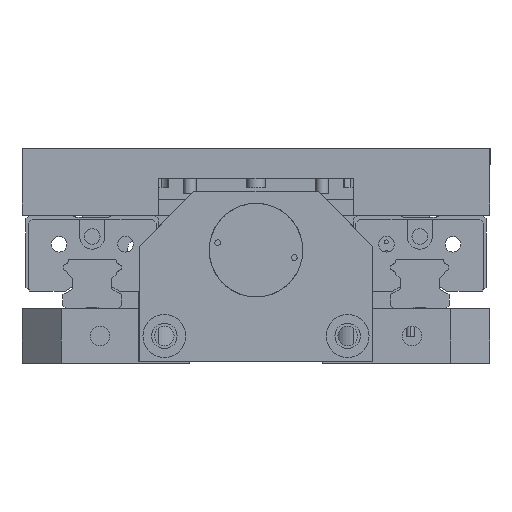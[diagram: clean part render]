
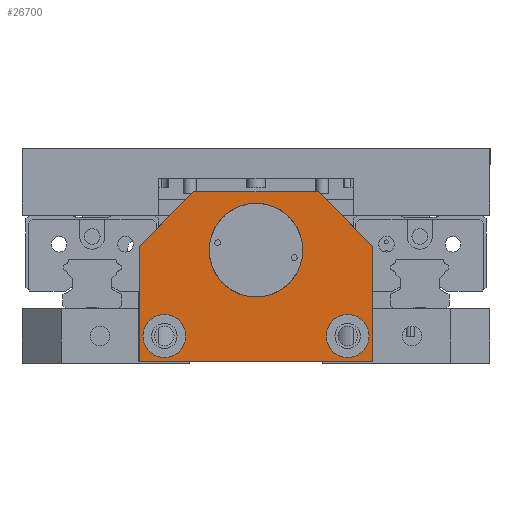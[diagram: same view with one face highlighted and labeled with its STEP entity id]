
A CAD part, left-side view. The second image highlights one B-rep face of the part: STEP entity #26700.
In plain terms, the highlighted planar face has unit normal (-1, 0, 0).
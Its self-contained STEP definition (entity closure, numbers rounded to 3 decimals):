
#47 = EDGE_CURVE ( 'NONE', #5971, #7652, #11482, .T. ) ;
#373 = CARTESIAN_POINT ( 'NONE',  ( -267., 30., 30. ) ) ;
#1256 = ORIENTED_EDGE ( 'NONE', *, *, #27148, .T. ) ;
#1493 = FACE_BOUND ( 'NONE', #18524, .T. ) ;
#1661 = DIRECTION ( 'NONE',  ( 0., -1., 0. ) ) ;
#1728 = CIRCLE ( 'NONE', #7466, 5.5 ) ;
#1748 = DIRECTION ( 'NONE',  ( 0., -1., 0. ) ) ;
#1884 = ORIENTED_EDGE ( 'NONE', *, *, #21887, .T. ) ;
#2091 = CARTESIAN_POINT ( 'NONE',  ( -267., -30., 0.5 ) ) ;
#2166 = CARTESIAN_POINT ( 'NONE',  ( -267., 23., 37. ) ) ;
#2451 = VECTOR ( 'NONE', #23178, 1000. ) ;
#2454 = EDGE_CURVE ( 'NONE', #10188, #9593, #3316, .T. ) ;
#3316 = CIRCLE ( 'NONE', #9292, 5.5 ) ;
#3546 = DIRECTION ( 'NONE',  ( -1., 0., 0. ) ) ;
#3620 = EDGE_CURVE ( 'NONE', #14441, #6995, #19086, .T. ) ;
#3931 = PLANE ( 'NONE',  #6503 ) ;
#4127 = DIRECTION ( 'NONE',  ( -1., 0., 0. ) ) ;
#4205 = EDGE_CURVE ( 'NONE', #9593, #10188, #1728, .T. ) ;
#4989 = CARTESIAN_POINT ( 'NONE',  ( -267., 29., 7. ) ) ;
#5630 = DIRECTION ( 'NONE',  ( -1., 0., 0. ) ) ;
#5642 = EDGE_LOOP ( 'NONE', ( #21827, #11533 ) ) ;
#5971 = VERTEX_POINT ( 'NONE', #26692 ) ;
#5985 = EDGE_CURVE ( 'NONE', #17856, #7229, #16529, .T. ) ;
#6055 = AXIS2_PLACEMENT_3D ( 'NONE', #16801, #3546, #17475 ) ;
#6286 = DIRECTION ( 'NONE',  ( -1., 0., 0. ) ) ;
#6503 = AXIS2_PLACEMENT_3D ( 'NONE', #14975, #12726, #15068 ) ;
#6566 = ORIENTED_EDGE ( 'NONE', *, *, #12009, .T. ) ;
#6995 = VERTEX_POINT ( 'NONE', #19083 ) ;
#7229 = VERTEX_POINT ( 'NONE', #12531 ) ;
#7254 = ORIENTED_EDGE ( 'NONE', *, *, #8206, .T. ) ;
#7309 = EDGE_CURVE ( 'NONE', #6995, #14441, #16101, .T. ) ;
#7466 = AXIS2_PLACEMENT_3D ( 'NONE', #12704, #10371, #1661 ) ;
#7652 = VERTEX_POINT ( 'NONE', #24831 ) ;
#7872 = EDGE_CURVE ( 'NONE', #7652, #5971, #19518, .T. ) ;
#8206 = EDGE_CURVE ( 'NONE', #7229, #21793, #15728, .T. ) ;
#8757 = DIRECTION ( 'NONE',  ( 0., -1., 0. ) ) ;
#8782 = CARTESIAN_POINT ( 'NONE',  ( -267., 0., 29. ) ) ;
#8808 = ORIENTED_EDGE ( 'NONE', *, *, #7309, .F. ) ;
#9004 = LINE ( 'NONE', #14453, #2451 ) ;
#9059 = LINE ( 'NONE', #23661, #17402 ) ;
#9292 = AXIS2_PLACEMENT_3D ( 'NONE', #23064, #5630, #21136 ) ;
#9593 = VERTEX_POINT ( 'NONE', #16878 ) ;
#10188 = VERTEX_POINT ( 'NONE', #11349 ) ;
#10371 = DIRECTION ( 'NONE',  ( -1., 0., 0. ) ) ;
#10486 = VECTOR ( 'NONE', #12018, 1000. ) ;
#10888 = VERTEX_POINT ( 'NONE', #373 ) ;
#11025 = AXIS2_PLACEMENT_3D ( 'NONE', #11458, #20278, #11655 ) ;
#11069 = DIRECTION ( 'NONE',  ( 0., -1., 0. ) ) ;
#11349 = CARTESIAN_POINT ( 'NONE',  ( -267., -18., 7. ) ) ;
#11458 = CARTESIAN_POINT ( 'NONE',  ( -267., 0., 29. ) ) ;
#11482 = CIRCLE ( 'NONE', #12249, 12. ) ;
#11533 = ORIENTED_EDGE ( 'NONE', *, *, #47, .F. ) ;
#11655 = DIRECTION ( 'NONE',  ( 0., -1., 0. ) ) ;
#11897 = FACE_BOUND ( 'NONE', #5642, .T. ) ;
#11959 = AXIS2_PLACEMENT_3D ( 'NONE', #26523, #4127, #8757 ) ;
#12009 = EDGE_CURVE ( 'NONE', #20830, #10888, #26034, .T. ) ;
#12018 = DIRECTION ( 'NONE',  ( 0., 1., 0. ) ) ;
#12249 = AXIS2_PLACEMENT_3D ( 'NONE', #8782, #6286, #1748 ) ;
#12531 = CARTESIAN_POINT ( 'NONE',  ( -267., -30., 0.5 ) ) ;
#12704 = CARTESIAN_POINT ( 'NONE',  ( -267., -23.5, 7. ) ) ;
#12726 = DIRECTION ( 'NONE',  ( -1., 0., 0. ) ) ;
#13081 = CARTESIAN_POINT ( 'NONE',  ( -267., -30., 0.5 ) ) ;
#13487 = ORIENTED_EDGE ( 'NONE', *, *, #5985, .T. ) ;
#14137 = CARTESIAN_POINT ( 'NONE',  ( -267., -30., 44. ) ) ;
#14366 = CARTESIAN_POINT ( 'NONE',  ( -267., 16., 44. ) ) ;
#14441 = VERTEX_POINT ( 'NONE', #4989 ) ;
#14453 = CARTESIAN_POINT ( 'NONE',  ( -267., 30., 0.5 ) ) ;
#14975 = CARTESIAN_POINT ( 'NONE',  ( -267., 30., 44. ) ) ;
#15068 = DIRECTION ( 'NONE',  ( 0., -1., 0. ) ) ;
#15156 = VECTOR ( 'NONE', #11069, 1000. ) ;
#15728 = LINE ( 'NONE', #13081, #25426 ) ;
#16101 = CIRCLE ( 'NONE', #6055, 5.5 ) ;
#16529 = LINE ( 'NONE', #2091, #15156 ) ;
#16801 = CARTESIAN_POINT ( 'NONE',  ( -267., 23.5, 7. ) ) ;
#16878 = CARTESIAN_POINT ( 'NONE',  ( -267., -29., 7. ) ) ;
#16977 = ORIENTED_EDGE ( 'NONE', *, *, #3620, .F. ) ;
#17402 = VECTOR ( 'NONE', #23753, 1000. ) ;
#17475 = DIRECTION ( 'NONE',  ( 0., -1., 0. ) ) ;
#17856 = VERTEX_POINT ( 'NONE', #18559 ) ;
#18524 = EDGE_LOOP ( 'NONE', ( #26091, #18893 ) ) ;
#18559 = CARTESIAN_POINT ( 'NONE',  ( -267., 30., 0.5 ) ) ;
#18591 = EDGE_LOOP ( 'NONE', ( #7254, #1256, #24219, #6566, #1884, #13487 ) ) ;
#18758 = CARTESIAN_POINT ( 'NONE',  ( -267., -16., 44. ) ) ;
#18893 = ORIENTED_EDGE ( 'NONE', *, *, #2454, .F. ) ;
#19083 = CARTESIAN_POINT ( 'NONE',  ( -267., 18., 7. ) ) ;
#19086 = CIRCLE ( 'NONE', #11959, 5.5 ) ;
#19192 = LINE ( 'NONE', #14137, #10486 ) ;
#19518 = CIRCLE ( 'NONE', #11025, 12. ) ;
#20278 = DIRECTION ( 'NONE',  ( -1., 0., 0. ) ) ;
#20309 = EDGE_CURVE ( 'NONE', #22986, #20830, #19192, .T. ) ;
#20830 = VERTEX_POINT ( 'NONE', #14366 ) ;
#20910 = FACE_BOUND ( 'NONE', #21001, .T. ) ;
#21001 = EDGE_LOOP ( 'NONE', ( #8808, #16977 ) ) ;
#21136 = DIRECTION ( 'NONE',  ( 0., -1., 0. ) ) ;
#21793 = VERTEX_POINT ( 'NONE', #25051 ) ;
#21827 = ORIENTED_EDGE ( 'NONE', *, *, #7872, .F. ) ;
#21887 = EDGE_CURVE ( 'NONE', #10888, #17856, #9004, .T. ) ;
#22109 = DIRECTION ( 'NONE',  ( 0., 0.707, -0.707 ) ) ;
#22986 = VERTEX_POINT ( 'NONE', #18758 ) ;
#22990 = FACE_OUTER_BOUND ( 'NONE', #18591, .T. ) ;
#23064 = CARTESIAN_POINT ( 'NONE',  ( -267., -23.5, 7. ) ) ;
#23178 = DIRECTION ( 'NONE',  ( 0., 0., -1. ) ) ;
#23609 = VECTOR ( 'NONE', #22109, 1000. ) ;
#23661 = CARTESIAN_POINT ( 'NONE',  ( -267., 7., 67. ) ) ;
#23753 = DIRECTION ( 'NONE',  ( 0., 0.707, 0.707 ) ) ;
#24219 = ORIENTED_EDGE ( 'NONE', *, *, #20309, .T. ) ;
#24831 = CARTESIAN_POINT ( 'NONE',  ( -267., -12., 29. ) ) ;
#25051 = CARTESIAN_POINT ( 'NONE',  ( -267., -30., 30. ) ) ;
#25426 = VECTOR ( 'NONE', #26183, 1000. ) ;
#26034 = LINE ( 'NONE', #2166, #23609 ) ;
#26091 = ORIENTED_EDGE ( 'NONE', *, *, #4205, .F. ) ;
#26183 = DIRECTION ( 'NONE',  ( 0., 0., 1. ) ) ;
#26523 = CARTESIAN_POINT ( 'NONE',  ( -267., 23.5, 7. ) ) ;
#26692 = CARTESIAN_POINT ( 'NONE',  ( -267., 12., 29. ) ) ;
#26700 = ADVANCED_FACE ( 'NONE', ( #11897, #20910, #1493, #22990 ), #3931, .T. ) ;
#27148 = EDGE_CURVE ( 'NONE', #21793, #22986, #9059, .T. ) ;
